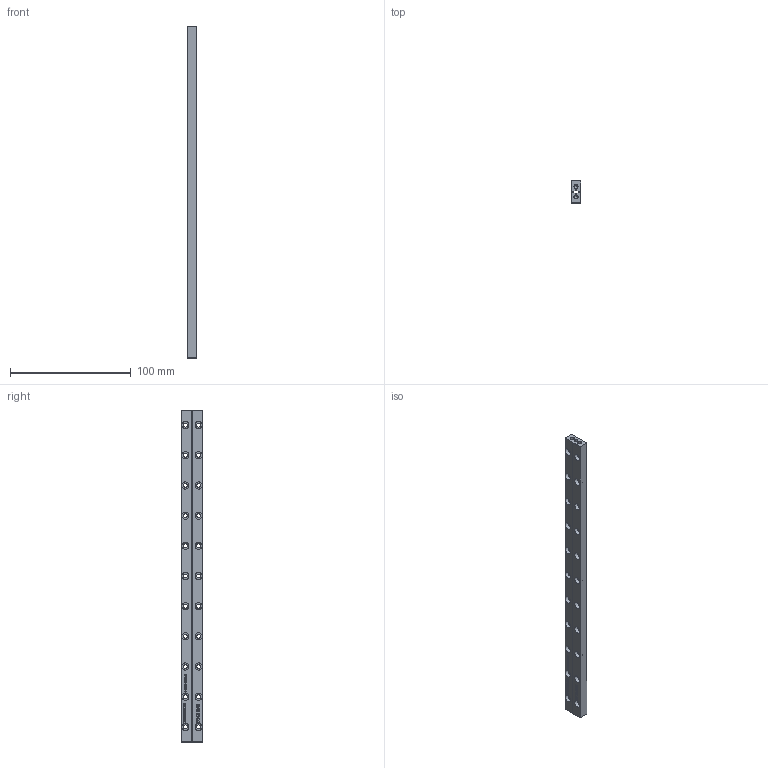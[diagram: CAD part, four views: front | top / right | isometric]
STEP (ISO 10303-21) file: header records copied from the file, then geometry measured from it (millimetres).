
FILE_DESCRIPTION(('FreeCAD Model'),'2;1');
FILE_NAME('RN3-275.step', '2020-08-06T14:55:47',('Author'),(''), 'Open CASCADE STEP processor 6.8','FreeCAD','Unknown');
FILE_SCHEMA(('AUTOMOTIVE_DESIGN_CC2 { 1 2 10303 214 -1 1 5 4 }'));
Length unit declared in the file: millimetre
Products named in the file (2): ASSEMBLY; Schienenpaar
Assembly tree (1 placements, depth 2):
  ASSEMBLY
    Schienenpaar
Bounding box: 8 x 18 x 275 mm (x, y, z)
Volume: 32896.4 mm3; surface area: 22364.2 mm2
Topology: 2 solids, 2 shells, 744 faces, 1975 edges, 1290 vertices
Faces by surface type: extrusion 413, plane 247, cylinder 52, cone 32
Full cylindrical faces by diameter (mm): 3 x2, 3.3 x22, 6 x22
Entity records: 49477 total; most frequent: CARTESIAN_POINT 12564, DIRECTION 5394, VECTOR 4376, LINE 3963, ORIENTED_EDGE 3942, PCURVE 3942, DEFINITIONAL_REPRESENTATION 3942, B_SPLINE_CURVE_WITH_KNOTS 2125
